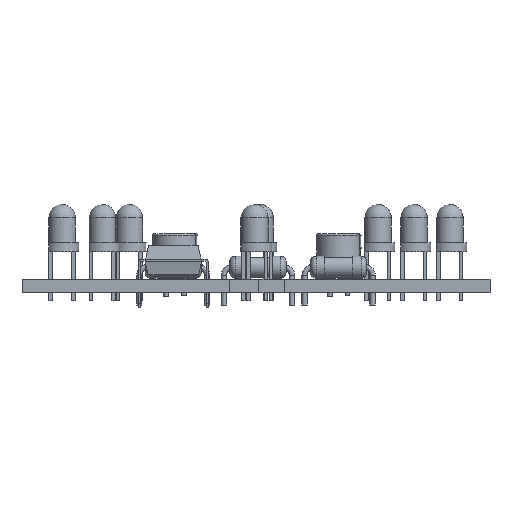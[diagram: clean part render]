
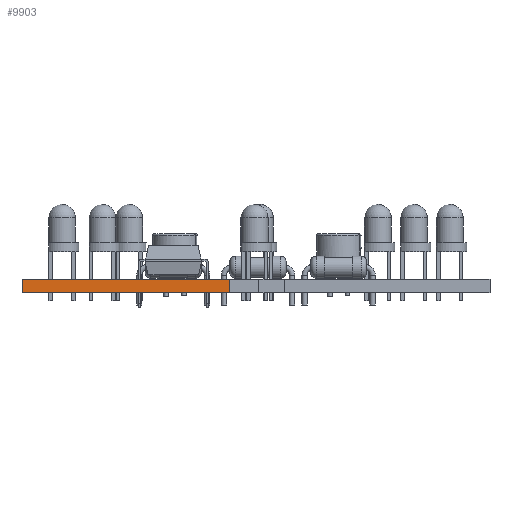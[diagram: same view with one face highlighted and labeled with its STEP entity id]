
A CAD part, front view. The second image highlights one B-rep face of the part: STEP entity #9903.
In plain terms, the highlighted planar face has unit normal (0, -1, 0).
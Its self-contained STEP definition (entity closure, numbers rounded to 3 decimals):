
#8314 = VERTEX_POINT('',#8315);
#8315 = CARTESIAN_POINT('',(121.441,-127.839,0.));
#8321 = EDGE_CURVE('',#8322,#8314,#8324,.T.);
#8322 = VERTEX_POINT('',#8323);
#8323 = CARTESIAN_POINT('',(144.701,-127.839,0.));
#8324 = LINE('',#8325,#8326);
#8325 = CARTESIAN_POINT('',(144.701,-127.839,0.));
#8326 = VECTOR('',#8327,1.);
#8327 = DIRECTION('',(-1.,0.,0.));
#9043 = VERTEX_POINT('',#9044);
#9044 = CARTESIAN_POINT('',(121.441,-127.839,1.51));
#9050 = EDGE_CURVE('',#9051,#9043,#9053,.T.);
#9051 = VERTEX_POINT('',#9052);
#9052 = CARTESIAN_POINT('',(144.701,-127.839,1.51));
#9053 = LINE('',#9054,#9055);
#9054 = CARTESIAN_POINT('',(144.701,-127.839,1.51));
#9055 = VECTOR('',#9056,1.);
#9056 = DIRECTION('',(-1.,0.,0.));
#9873 = EDGE_CURVE('',#8314,#9043,#9874,.T.);
#9874 = LINE('',#9875,#9876);
#9875 = CARTESIAN_POINT('',(121.441,-127.839,0.));
#9876 = VECTOR('',#9877,1.);
#9877 = DIRECTION('',(0.,0.,1.));
#9903 = ADVANCED_FACE('',(#9904),#9915,.T.);
#9904 = FACE_BOUND('',#9905,.T.);
#9905 = EDGE_LOOP('',(#9906,#9912,#9913,#9914));
#9906 = ORIENTED_EDGE('',*,*,#9907,.T.);
#9907 = EDGE_CURVE('',#8322,#9051,#9908,.T.);
#9908 = LINE('',#9909,#9910);
#9909 = CARTESIAN_POINT('',(144.701,-127.839,0.));
#9910 = VECTOR('',#9911,1.);
#9911 = DIRECTION('',(0.,0.,1.));
#9912 = ORIENTED_EDGE('',*,*,#9050,.T.);
#9913 = ORIENTED_EDGE('',*,*,#9873,.F.);
#9914 = ORIENTED_EDGE('',*,*,#8321,.F.);
#9915 = PLANE('',#9916);
#9916 = AXIS2_PLACEMENT_3D('',#9917,#9918,#9919);
#9917 = CARTESIAN_POINT('',(144.701,-127.839,0.));
#9918 = DIRECTION('',(0.,-1.,0.));
#9919 = DIRECTION('',(-1.,0.,0.));
